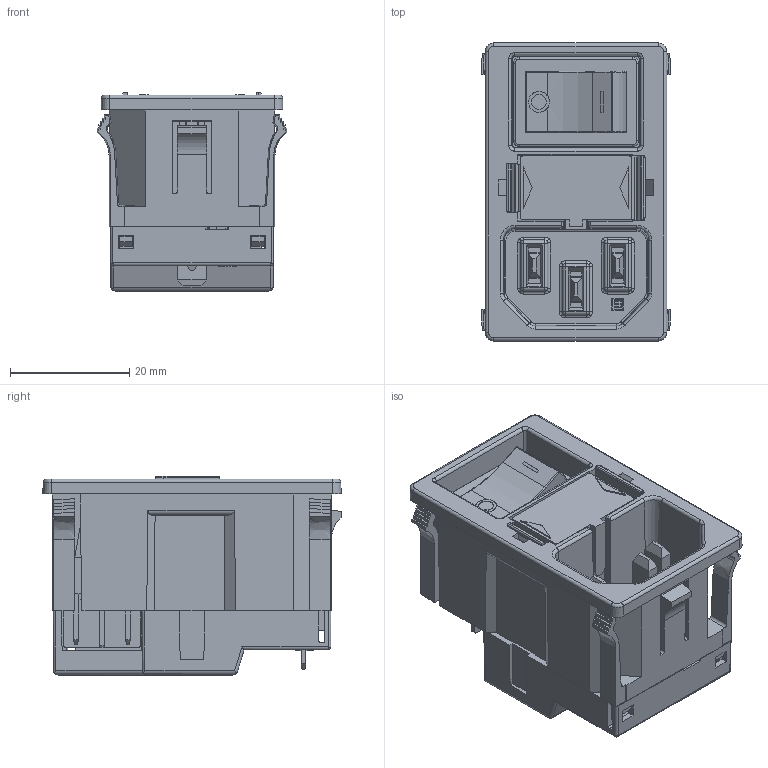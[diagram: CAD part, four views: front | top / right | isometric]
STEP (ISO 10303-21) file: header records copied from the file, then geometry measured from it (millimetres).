
FILE_DESCRIPTION(('STEP AP214'),'1');
FILE_NAME('e_0100.2160b002_NEU.STP','2016-05-03T12:02:36',(' '),(' '),'Spatial InterOp 3D',' ',' ');
FILE_SCHEMA(('automotive_design'));
Length unit declared in the file: millimetre
Products named in the file (2): e_0100.2160b002_NEU
Assembly tree (1 placements, depth 2):
  e_0100.2160b002_NEU
    (unnamed)
Bounding box: 31.8 x 50 x 33.4 mm (x, y, z)
Volume: 19709.4 mm3; surface area: 21294.7 mm2
Topology: 1 solids, 1 shells, 1263 faces, 3576 edges, 2287 vertices
Faces by surface type: plane 897, cylinder 211, bspline 90, cone 25, torus 24, sphere 16
Entity records: 68849 total; most frequent: CARTESIAN_POINT 26226, ORIENTED_EDGE 7144, DIRECTION 6172, EDGE_CURVE 3572, LINE 2886, VECTOR 2886, VERTEX_POINT 2287, AXIS2_PLACEMENT_3D 1643
